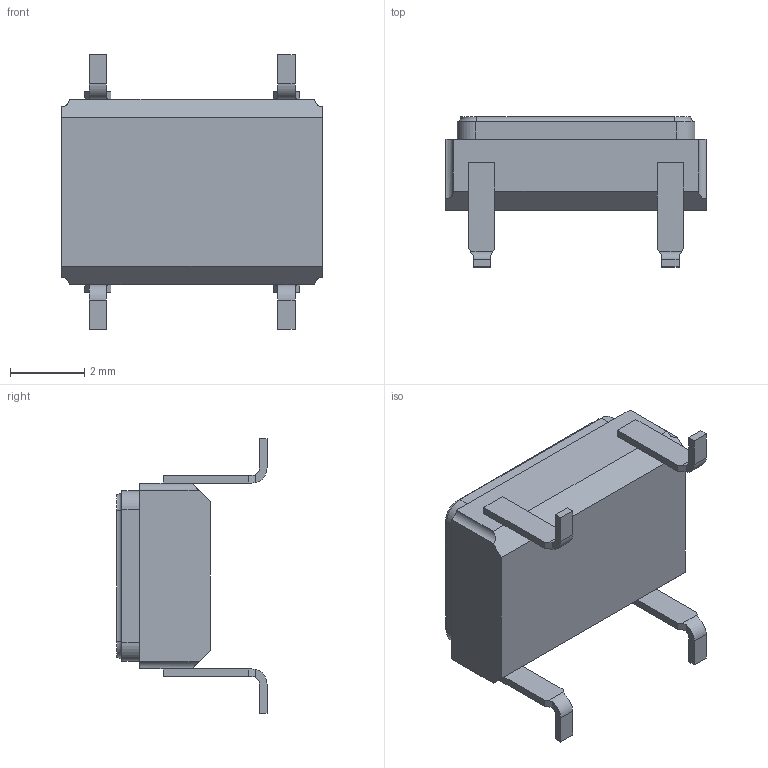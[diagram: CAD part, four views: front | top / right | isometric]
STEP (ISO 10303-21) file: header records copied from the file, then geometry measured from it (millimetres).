
FILE_DESCRIPTION (( 'STEP AP214' ), '1' );
FILE_NAME ('QT183.STEP', '2023-08-11T22:35:19', ( '' ), ( '' ), 'SwSTEP 2.0', 'SolidWorks 2022', '' );
FILE_SCHEMA (( 'AUTOMOTIVE_DESIGN' ));
Length unit declared in the file: inch
Products named in the file (1): QT183
Bounding box: 7.01 x 4.04 x 7.39 mm (x, y, z)
Volume: 67 mm3; surface area: 241.9 mm2
Topology: 4 solids, 4 shells, 310 faces, 866 edges, 602 vertices
Faces by surface type: plane 198, bspline 60, cylinder 44, torus 8
Entity records: 17415 total; most frequent: CARTESIAN_POINT 5675, ORIENTED_EDGE 1732, DIRECTION 1330, EDGE_CURVE 866, VECTOR 624, LINE 624, VERTEX_POINT 602, AXIS2_PLACEMENT_3D 353
